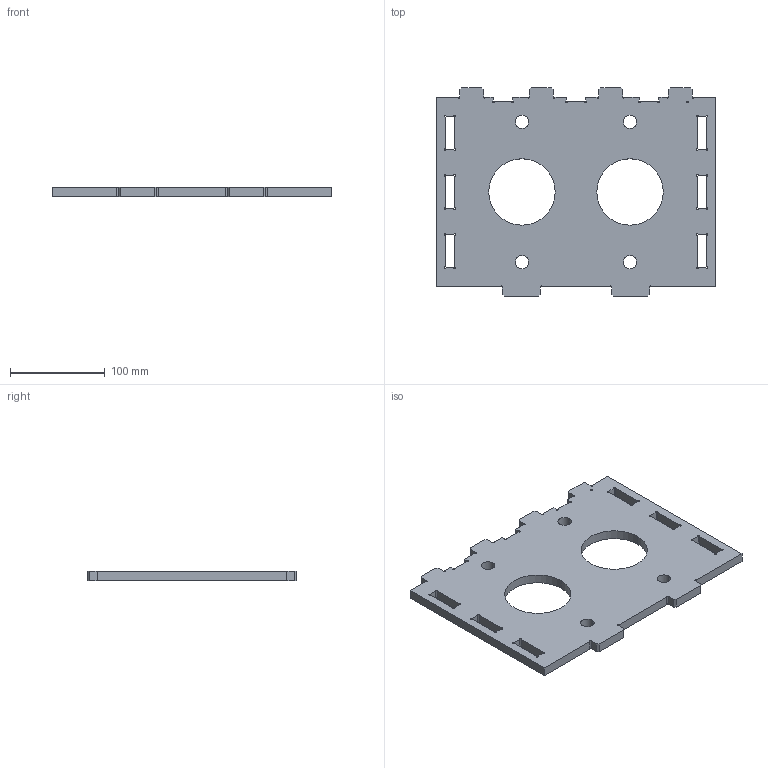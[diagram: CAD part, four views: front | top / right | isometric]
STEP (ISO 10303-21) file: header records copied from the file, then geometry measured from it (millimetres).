
FILE_DESCRIPTION (( 'STEP AP203' ), '1' );
FILE_NAME ('SHRPRO-V1 1110.10-A Bearing side plate 6.step', '2019-12-23T20:12:24', ( '' ), ( '' ), 'SwSTEP 2.0', 'SolidWorks 2018', '' );
FILE_SCHEMA (( 'CONFIG_CONTROL_DESIGN' ));
Length unit declared in the file: millimetre
Products named in the file (1): SHRPRO-V1 1110.10-A Bearing side plate 6
Bounding box: 295 x 220 x 10 mm (x, y, z)
Volume: 499345.5 mm3; surface area: 123729.6 mm2
Topology: 1 solids, 1 shells, 149 faces, 441 edges, 294 vertices
Faces by surface type: plane 78, cylinder 71
Entity records: 5101 total; most frequent: CARTESIAN_POINT 930, ORIENTED_EDGE 882, DIRECTION 838, EDGE_CURVE 441, VERTEX_POINT 294, AXIS2_PLACEMENT_3D 292, VECTOR 254, LINE 254
